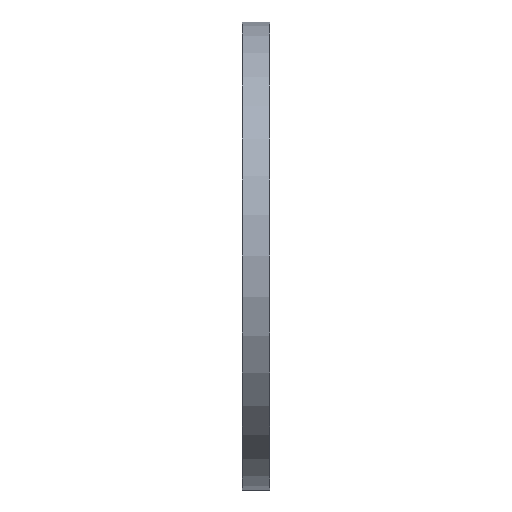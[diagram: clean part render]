
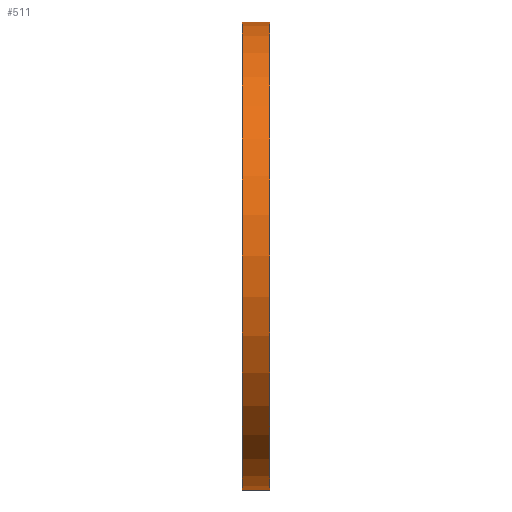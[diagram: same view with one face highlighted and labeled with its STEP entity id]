
A CAD part, front view. The second image highlights one B-rep face of the part: STEP entity #511.
In plain terms, the highlighted cylindrical face has radius 203.2 mm (diameter 406.4 mm), a partial arc.
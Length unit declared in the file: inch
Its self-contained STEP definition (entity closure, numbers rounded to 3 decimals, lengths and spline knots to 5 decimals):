
#2 = DIRECTION ( 'NONE',  ( 0., 0., 1. ) ) ;
#22 = ORIENTED_EDGE ( 'NONE', *, *, #639, .T. ) ;
#69 = CIRCLE ( 'NONE', #524, 8. ) ;
#71 = EDGE_CURVE ( 'NONE', #562, #605, #1162, .T. ) ;
#81 = LINE ( 'NONE', #1215, #248 ) ;
#162 = EDGE_CURVE ( 'NONE', #919, #562, #81, .T. ) ;
#165 = DIRECTION ( 'NONE',  ( -1., 0., 0. ) ) ;
#172 = AXIS2_PLACEMENT_3D ( 'NONE', #1004, #1613, #471 ) ;
#248 = VECTOR ( 'NONE', #484, 39.37008 ) ;
#347 = DIRECTION ( 'NONE',  ( -1., 0., 0. ) ) ;
#471 = DIRECTION ( 'NONE',  ( 0., 0., 1. ) ) ;
#484 = DIRECTION ( 'NONE',  ( -1., 0., 0. ) ) ;
#511 = ADVANCED_FACE ( 'NONE', ( #1482 ), #1634, .T. ) ;
#524 = AXIS2_PLACEMENT_3D ( 'NONE', #651, #1428, #2 ) ;
#562 = VERTEX_POINT ( 'NONE', #1429 ) ;
#605 = VERTEX_POINT ( 'NONE', #643 ) ;
#611 = CARTESIAN_POINT ( 'NONE',  ( 0.0625, 0., 0. ) ) ;
#639 = EDGE_CURVE ( 'NONE', #861, #605, #814, .T. ) ;
#643 = CARTESIAN_POINT ( 'NONE',  ( 0.0625, 0., 8. ) ) ;
#651 = CARTESIAN_POINT ( 'NONE',  ( 1., 0., 0. ) ) ;
#693 = CARTESIAN_POINT ( 'NONE',  ( 1., 0., -8. ) ) ;
#767 = CARTESIAN_POINT ( 'NONE',  ( 1., 0., 8. ) ) ;
#798 = VECTOR ( 'NONE', #165, 39.37008 ) ;
#814 = LINE ( 'NONE', #1323, #798 ) ;
#861 = VERTEX_POINT ( 'NONE', #767 ) ;
#919 = VERTEX_POINT ( 'NONE', #693 ) ;
#993 = AXIS2_PLACEMENT_3D ( 'NONE', #611, #347, #1637 ) ;
#1004 = CARTESIAN_POINT ( 'NONE',  ( 0., 0., 0. ) ) ;
#1080 = EDGE_CURVE ( 'NONE', #919, #861, #69, .T. ) ;
#1162 = CIRCLE ( 'NONE', #993, 8. ) ;
#1177 = ORIENTED_EDGE ( 'NONE', *, *, #162, .F. ) ;
#1182 = EDGE_LOOP ( 'NONE', ( #1177, #1435, #22, #1603 ) ) ;
#1215 = CARTESIAN_POINT ( 'NONE',  ( 0., 0., -8. ) ) ;
#1323 = CARTESIAN_POINT ( 'NONE',  ( 0., 0., 8. ) ) ;
#1428 = DIRECTION ( 'NONE',  ( -1., 0., 0. ) ) ;
#1429 = CARTESIAN_POINT ( 'NONE',  ( 0.0625, 0., -8. ) ) ;
#1435 = ORIENTED_EDGE ( 'NONE', *, *, #1080, .T. ) ;
#1482 = FACE_OUTER_BOUND ( 'NONE', #1182, .T. ) ;
#1603 = ORIENTED_EDGE ( 'NONE', *, *, #71, .F. ) ;
#1613 = DIRECTION ( 'NONE',  ( -1., 0., 0. ) ) ;
#1634 = CYLINDRICAL_SURFACE ( 'NONE', #172, 8. ) ;
#1637 = DIRECTION ( 'NONE',  ( 0., 0., 1. ) ) ;
